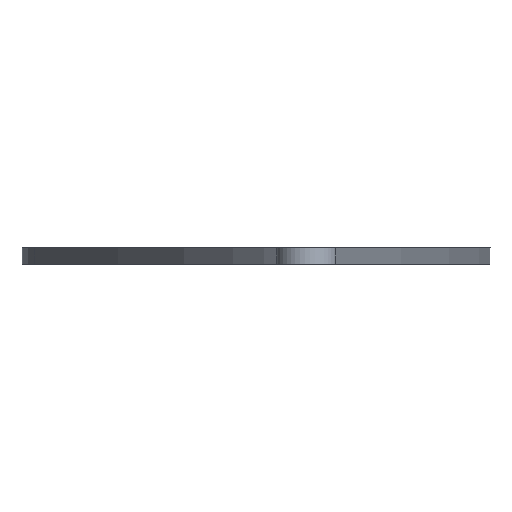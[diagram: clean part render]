
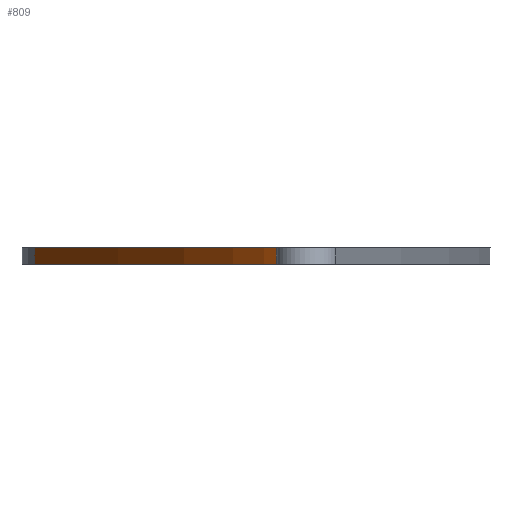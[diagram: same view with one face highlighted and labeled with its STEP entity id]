
A CAD part, left-side view. The second image highlights one B-rep face of the part: STEP entity #809.
In plain terms, the highlighted cylindrical face has radius 258.641 mm (diameter 517.282 mm), a partial arc.
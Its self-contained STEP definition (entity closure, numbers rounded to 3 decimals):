
#81=FACE_OUTER_BOUND('',#139,.T.);
#139=EDGE_LOOP('',(#729,#730,#731,#732));
#191=LINE('',#1420,#243);
#192=LINE('',#1422,#244);
#243=VECTOR('',#1179,2.);
#244=VECTOR('',#1182,2.);
#271=CIRCLE('',#854,258.641);
#302=CIRCLE('',#886,258.641);
#340=VERTEX_POINT('',#1276);
#341=VERTEX_POINT('',#1278);
#382=VERTEX_POINT('',#1362);
#383=VERTEX_POINT('',#1364);
#434=EDGE_CURVE('',#340,#341,#271,.T.);
#477=EDGE_CURVE('',#382,#383,#302,.T.);
#503=EDGE_CURVE('',#382,#341,#191,.T.);
#504=EDGE_CURVE('',#383,#340,#192,.T.);
#729=ORIENTED_EDGE('',*,*,#477,.F.);
#730=ORIENTED_EDGE('',*,*,#503,.T.);
#731=ORIENTED_EDGE('',*,*,#434,.F.);
#732=ORIENTED_EDGE('',*,*,#504,.F.);
#767=CYLINDRICAL_SURFACE('',#917,258.641);
#809=ADVANCED_FACE('',(#81),#767,.F.);
#854=AXIS2_PLACEMENT_3D('',#1279,#1022,#1023);
#886=AXIS2_PLACEMENT_3D('',#1365,#1098,#1099);
#917=AXIS2_PLACEMENT_3D('',#1421,#1180,#1181);
#1022=DIRECTION('center_axis',(0.,0.,1.));
#1023=DIRECTION('ref_axis',(-0.017,1.,0.));
#1098=DIRECTION('center_axis',(0.,0.,-1.));
#1099=DIRECTION('ref_axis',(-0.017,1.,0.));
#1179=DIRECTION('',(0.,0.,-1.));
#1180=DIRECTION('center_axis',(0.,0.,-1.));
#1181=DIRECTION('ref_axis',(-0.017,1.,0.));
#1182=DIRECTION('',(0.,0.,-1.));
#1276=CARTESIAN_POINT('',(-129.172,-15.963,-2.));
#1278=CARTESIAN_POINT('',(-12.384,14.207,-2.));
#1279=CARTESIAN_POINT('Origin',(-133.686,242.639,-2.));
#1362=CARTESIAN_POINT('',(-12.384,14.207,0.));
#1364=CARTESIAN_POINT('',(-129.172,-15.963,0.));
#1365=CARTESIAN_POINT('Origin',(-133.686,242.639,0.));
#1420=CARTESIAN_POINT('',(-12.384,14.207,0.));
#1421=CARTESIAN_POINT('Origin',(-133.686,242.639,0.));
#1422=CARTESIAN_POINT('',(-129.172,-15.963,0.));
